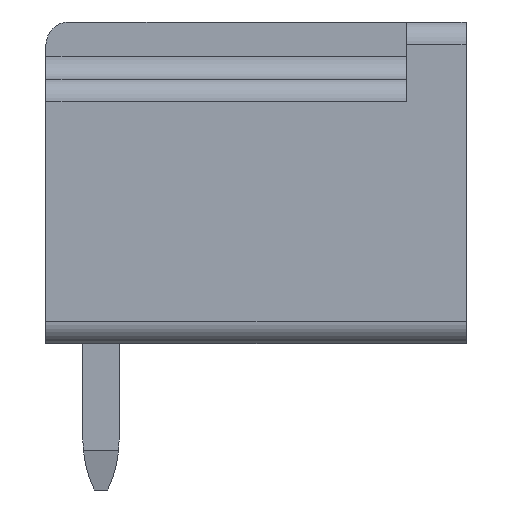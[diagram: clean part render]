
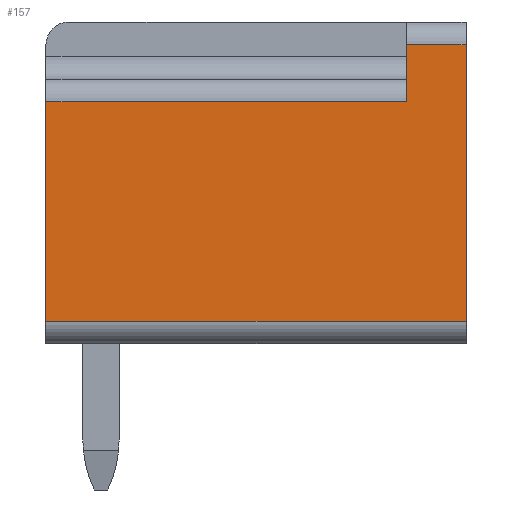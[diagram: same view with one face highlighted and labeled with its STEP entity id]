
A CAD part, left-side view. The second image highlights one B-rep face of the part: STEP entity #157.
In plain terms, the highlighted planar face has unit normal (-1, 0, 0).
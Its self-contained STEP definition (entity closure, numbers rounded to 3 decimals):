
#114=AXIS2_PLACEMENT_3D('Plane Axis2P3D',#111,#112,#113) ;
#80=CARTESIAN_POINT('Vertex',(0.,9.2,3.7)) ;
#96=CARTESIAN_POINT('Vertex',(0.,0.,3.7)) ;
#99=CARTESIAN_POINT('Line Origine',(0.,4.6,3.7)) ;
#111=CARTESIAN_POINT('Axis2P3D Location',(0.,0.,9.75)) ;
#116=CARTESIAN_POINT('Line Origine',(0.,1.3,9.125)) ;
#120=CARTESIAN_POINT('Vertex',(0.,1.3,8.5)) ;
#122=CARTESIAN_POINT('Vertex',(0.,1.3,9.75)) ;
#125=CARTESIAN_POINT('Line Origine',(0.,5.25,8.5)) ;
#129=CARTESIAN_POINT('Vertex',(0.,9.2,8.5)) ;
#132=CARTESIAN_POINT('Line Origine',(0.,9.2,6.1)) ;
#137=CARTESIAN_POINT('Line Origine',(0.,0.,6.725)) ;
#141=CARTESIAN_POINT('Vertex',(0.,0.,9.75)) ;
#144=CARTESIAN_POINT('Line Origine',(0.,0.65,9.75)) ;
#100=DIRECTION('Vector Direction',(0.,-1.,0.)) ;
#112=DIRECTION('Axis2P3D Direction',(1.,-0.,0.)) ;
#113=DIRECTION('Axis2P3D XDirection',(0.,0.,-1.)) ;
#117=DIRECTION('Vector Direction',(0.,0.,-1.)) ;
#126=DIRECTION('Vector Direction',(0.,1.,0.)) ;
#133=DIRECTION('Vector Direction',(0.,0.,-1.)) ;
#138=DIRECTION('Vector Direction',(0.,0.,-1.)) ;
#145=DIRECTION('Vector Direction',(0.,1.,0.)) ;
#101=VECTOR('Line Direction',#100,1.) ;
#118=VECTOR('Line Direction',#117,1.) ;
#127=VECTOR('Line Direction',#126,1.) ;
#134=VECTOR('Line Direction',#133,1.) ;
#139=VECTOR('Line Direction',#138,1.) ;
#146=VECTOR('Line Direction',#145,1.) ;
#150=ORIENTED_EDGE('',*,*,#124,.F.) ;
#151=ORIENTED_EDGE('',*,*,#131,.T.) ;
#152=ORIENTED_EDGE('',*,*,#136,.T.) ;
#153=ORIENTED_EDGE('',*,*,#103,.F.) ;
#154=ORIENTED_EDGE('',*,*,#143,.F.) ;
#155=ORIENTED_EDGE('',*,*,#148,.T.) ;
#157=ADVANCED_FACE('HOUSING',(#156),#115,.F.) ;
#103=EDGE_CURVE('',#97,#81,#102,.F.) ;
#124=EDGE_CURVE('',#121,#123,#119,.F.) ;
#131=EDGE_CURVE('',#121,#130,#128,.T.) ;
#136=EDGE_CURVE('',#130,#81,#135,.T.) ;
#143=EDGE_CURVE('',#142,#97,#140,.T.) ;
#148=EDGE_CURVE('',#142,#123,#147,.T.) ;
#149=EDGE_LOOP('',(#150,#151,#152,#153,#154,#155)) ;
#156=FACE_OUTER_BOUND('',#149,.T.) ;
#102=LINE('Line',#99,#101) ;
#119=LINE('Line',#116,#118) ;
#128=LINE('Line',#125,#127) ;
#135=LINE('Line',#132,#134) ;
#140=LINE('Line',#137,#139) ;
#147=LINE('Line',#144,#146) ;
#115=PLANE('',#114) ;
#81=VERTEX_POINT('',#80) ;
#97=VERTEX_POINT('',#96) ;
#121=VERTEX_POINT('',#120) ;
#123=VERTEX_POINT('',#122) ;
#130=VERTEX_POINT('',#129) ;
#142=VERTEX_POINT('',#141) ;
